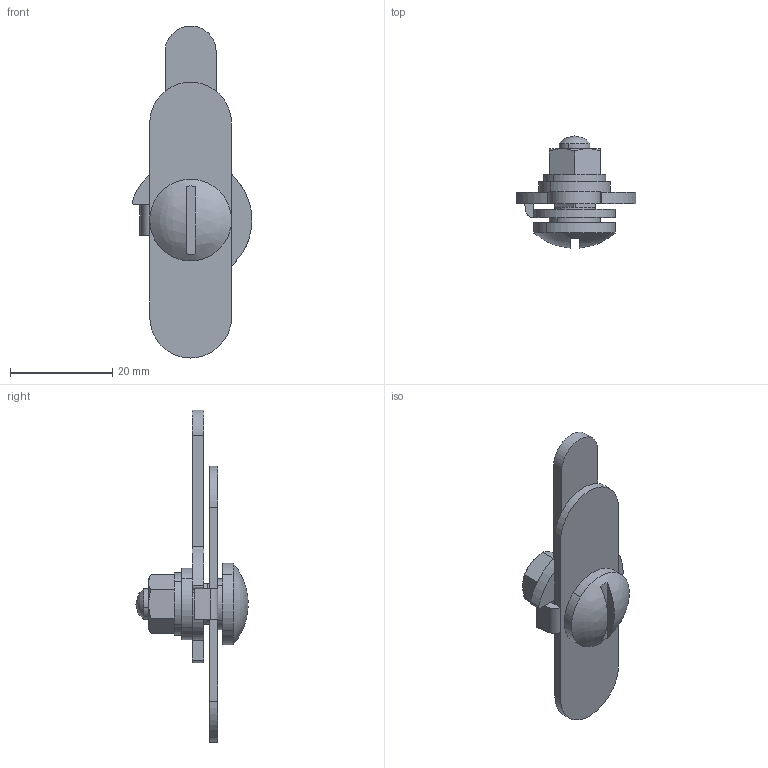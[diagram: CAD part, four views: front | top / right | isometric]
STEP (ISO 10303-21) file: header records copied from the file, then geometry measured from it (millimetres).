
FILE_DESCRIPTION((''),'2;1');
FILE_NAME('','2006-01-16T16:02:51',(''),(''),'','CADfix','');
FILE_SCHEMA(('AUTOMOTIVE_DESIGN'));
Length unit declared in the file: millimetre
Products named in the file (6): cam; washer; nut; knob; base; TL_94_001_572_36
Assembly tree (5 placements, depth 2):
  TL_94_001_572_36
    cam
    washer
    nut
    knob
    base
Bounding box: 23.45 x 21.94 x 65 mm (x, y, z)
Volume: 4463.2 mm3; surface area: 5105.3 mm2
Topology: 5 solids, 5 shells, 91 faces, 292 edges, 216 vertices
Faces by surface type: bspline 91
Entity records: 4442 total; most frequent: CARTESIAN_POINT 2581, ORIENTED_EDGE 572, EDGE_CURVE 286, VERTEX_POINT 213, B_SPLINE_CURVE_WITH_KNOTS 175, QUASI_UNIFORM_CURVE 111, EDGE_LOOP 101, FACE_OUTER_BOUND 88
